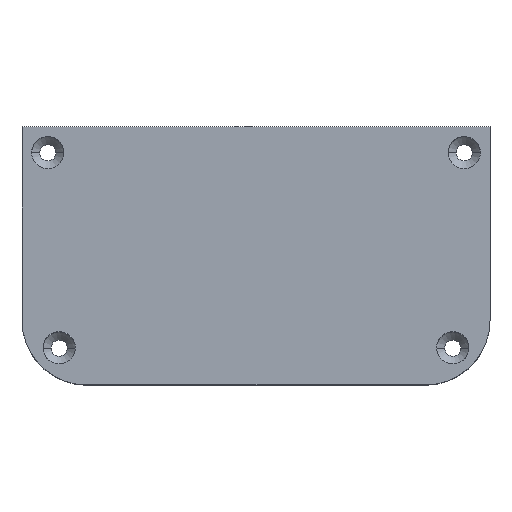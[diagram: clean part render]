
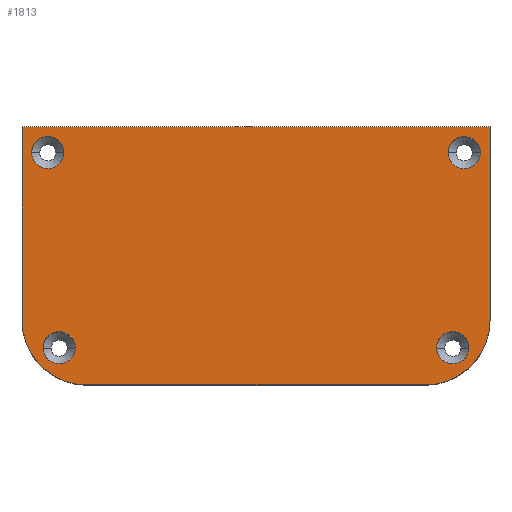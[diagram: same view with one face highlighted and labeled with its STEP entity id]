
A CAD part, top view. The second image highlights one B-rep face of the part: STEP entity #1813.
In plain terms, the highlighted planar face has unit normal (0, 0, 1).
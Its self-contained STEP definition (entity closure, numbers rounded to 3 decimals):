
#70 = AXIS2_PLACEMENT_3D ( 'NONE', #4704, #1588, #5219 ) ;
#185 = VERTEX_POINT ( 'NONE', #4785 ) ;
#251 = CARTESIAN_POINT ( 'NONE',  ( 72.5, -28., 81. ) ) ;
#254 = ORIENTED_EDGE ( 'NONE', *, *, #5186, .F. ) ;
#524 = CARTESIAN_POINT ( 'NONE',  ( 52.5, -28., 81. ) ) ;
#546 = CIRCLE ( 'NONE', #3194, 5. ) ;
#760 = EDGE_CURVE ( 'NONE', #1252, #7613, #6228, .T. ) ;
#775 = EDGE_CURVE ( 'NONE', #4922, #5586, #1099, .T. ) ;
#832 = ORIENTED_EDGE ( 'NONE', *, *, #7267, .T. ) ;
#876 = ORIENTED_EDGE ( 'NONE', *, *, #3221, .F. ) ;
#927 = DIRECTION ( 'NONE',  ( 0., 0., 1. ) ) ;
#941 = CARTESIAN_POINT ( 'NONE',  ( 60.985, -36.485, 81. ) ) ;
#945 = CIRCLE ( 'NONE', #6659, 5. ) ;
#972 = DIRECTION ( 'NONE',  ( -1., 0., 0. ) ) ;
#985 = DIRECTION ( 'NONE',  ( 1., 0., 0. ) ) ;
#988 = EDGE_LOOP ( 'NONE', ( #3336, #7727, #3946, #7697, #254, #3847 ) ) ;
#1027 = DIRECTION ( 'NONE',  ( 0., 0., -1. ) ) ;
#1034 = VECTOR ( 'NONE', #6088, 1000. ) ;
#1099 = CIRCLE ( 'NONE', #70, 5. ) ;
#1115 = VERTEX_POINT ( 'NONE', #6956 ) ;
#1124 = ORIENTED_EDGE ( 'NONE', *, *, #1891, .F. ) ;
#1227 = FACE_BOUND ( 'NONE', #6632, .T. ) ;
#1252 = VERTEX_POINT ( 'NONE', #2958 ) ;
#1350 = VERTEX_POINT ( 'NONE', #1730 ) ;
#1519 = ORIENTED_EDGE ( 'NONE', *, *, #7236, .T. ) ;
#1588 = DIRECTION ( 'NONE',  ( 0., 0., 1. ) ) ;
#1622 = CARTESIAN_POINT ( 'NONE',  ( 55.985, -36.485, 81. ) ) ;
#1658 = CARTESIAN_POINT ( 'NONE',  ( -60.985, -36.485, 81. ) ) ;
#1730 = CARTESIAN_POINT ( 'NONE',  ( -59.5, 24., 81. ) ) ;
#1813 = ADVANCED_FACE ( 'NONE', ( #3660, #3569, #1227, #2350, #5405 ), #4211, .T. ) ;
#1841 = ORIENTED_EDGE ( 'NONE', *, *, #6155, .F. ) ;
#1853 = DIRECTION ( 'NONE',  ( 0., 0., 1. ) ) ;
#1891 = EDGE_CURVE ( 'NONE', #2033, #185, #945, .T. ) ;
#1966 = CIRCLE ( 'NONE', #3497, 20. ) ;
#2004 = AXIS2_PLACEMENT_3D ( 'NONE', #4842, #5455, #7299 ) ;
#2033 = VERTEX_POINT ( 'NONE', #4060 ) ;
#2036 = VECTOR ( 'NONE', #3598, 1000. ) ;
#2038 = CIRCLE ( 'NONE', #6022, 5. ) ;
#2067 = EDGE_LOOP ( 'NONE', ( #832, #6560 ) ) ;
#2068 = CARTESIAN_POINT ( 'NONE',  ( -72.5, -28., 81. ) ) ;
#2105 = CARTESIAN_POINT ( 'NONE',  ( -65.985, -36.485, 81. ) ) ;
#2158 = LINE ( 'NONE', #6725, #1034 ) ;
#2172 = EDGE_CURVE ( 'NONE', #6726, #3408, #4916, .T. ) ;
#2350 = FACE_BOUND ( 'NONE', #5037, .T. ) ;
#2492 = DIRECTION ( 'NONE',  ( -1., 0., 0. ) ) ;
#2726 = CARTESIAN_POINT ( 'NONE',  ( -64.5, 24., 81. ) ) ;
#2803 = DIRECTION ( 'NONE',  ( 1., 0., 0. ) ) ;
#2830 = CARTESIAN_POINT ( 'NONE',  ( -72.5, 32., 81. ) ) ;
#2836 = DIRECTION ( 'NONE',  ( 0., 0., 1. ) ) ;
#2958 = CARTESIAN_POINT ( 'NONE',  ( -72.5, 32., 81. ) ) ;
#3017 = CARTESIAN_POINT ( 'NONE',  ( -69.5, 24., 81. ) ) ;
#3099 = AXIS2_PLACEMENT_3D ( 'NONE', #4629, #5257, #972 ) ;
#3192 = CIRCLE ( 'NONE', #7923, 20. ) ;
#3194 = AXIS2_PLACEMENT_3D ( 'NONE', #941, #4532, #7017 ) ;
#3221 = EDGE_CURVE ( 'NONE', #185, #2033, #4893, .T. ) ;
#3336 = ORIENTED_EDGE ( 'NONE', *, *, #3755, .T. ) ;
#3389 = ORIENTED_EDGE ( 'NONE', *, *, #775, .F. ) ;
#3408 = VERTEX_POINT ( 'NONE', #6877 ) ;
#3497 = AXIS2_PLACEMENT_3D ( 'NONE', #524, #1853, #4861 ) ;
#3569 = FACE_BOUND ( 'NONE', #3648, .T. ) ;
#3598 = DIRECTION ( 'NONE',  ( 0., -1., 0. ) ) ;
#3608 = AXIS2_PLACEMENT_3D ( 'NONE', #1658, #5820, #5258 ) ;
#3619 = VERTEX_POINT ( 'NONE', #5227 ) ;
#3648 = EDGE_LOOP ( 'NONE', ( #5417, #1519 ) ) ;
#3660 = FACE_BOUND ( 'NONE', #2067, .T. ) ;
#3694 = DIRECTION ( 'NONE',  ( 1., 0., 0. ) ) ;
#3746 = VECTOR ( 'NONE', #7140, 1000. ) ;
#3747 = CARTESIAN_POINT ( 'NONE',  ( 72.5, 32., 81. ) ) ;
#3755 = EDGE_CURVE ( 'NONE', #1252, #4788, #7368, .T. ) ;
#3847 = ORIENTED_EDGE ( 'NONE', *, *, #760, .F. ) ;
#3888 = EDGE_CURVE ( 'NONE', #1350, #6962, #4482, .T. ) ;
#3946 = ORIENTED_EDGE ( 'NONE', *, *, #5445, .T. ) ;
#4005 = CIRCLE ( 'NONE', #3099, 5. ) ;
#4033 = AXIS2_PLACEMENT_3D ( 'NONE', #6424, #927, #5135 ) ;
#4060 = CARTESIAN_POINT ( 'NONE',  ( 69.5, 24., 81. ) ) ;
#4185 = CARTESIAN_POINT ( 'NONE',  ( -72.5, 32., 81. ) ) ;
#4211 = PLANE ( 'NONE',  #2004 ) ;
#4265 = DIRECTION ( 'NONE',  ( 0., 0., 1. ) ) ;
#4482 = CIRCLE ( 'NONE', #7540, 5. ) ;
#4532 = DIRECTION ( 'NONE',  ( 0., 0., 1. ) ) ;
#4629 = CARTESIAN_POINT ( 'NONE',  ( -60.985, -36.485, 81. ) ) ;
#4704 = CARTESIAN_POINT ( 'NONE',  ( 60.985, -36.485, 81. ) ) ;
#4785 = CARTESIAN_POINT ( 'NONE',  ( 59.5, 24., 81. ) ) ;
#4788 = VERTEX_POINT ( 'NONE', #2068 ) ;
#4842 = CARTESIAN_POINT ( 'NONE',  ( -72.5, 32., 81. ) ) ;
#4861 = DIRECTION ( 'NONE',  ( 1., 0., 0. ) ) ;
#4871 = EDGE_CURVE ( 'NONE', #4788, #1115, #3192, .T. ) ;
#4893 = CIRCLE ( 'NONE', #4033, 5. ) ;
#4916 = CIRCLE ( 'NONE', #3608, 5. ) ;
#4922 = VERTEX_POINT ( 'NONE', #1622 ) ;
#4943 = CARTESIAN_POINT ( 'NONE',  ( -64.5, 24., 81. ) ) ;
#5037 = EDGE_LOOP ( 'NONE', ( #1124, #876 ) ) ;
#5135 = DIRECTION ( 'NONE',  ( 1., 0., 0. ) ) ;
#5186 = EDGE_CURVE ( 'NONE', #7613, #7159, #2158, .T. ) ;
#5202 = CARTESIAN_POINT ( 'NONE',  ( -52.5, -28., 81. ) ) ;
#5219 = DIRECTION ( 'NONE',  ( 1., 0., 0. ) ) ;
#5227 = CARTESIAN_POINT ( 'NONE',  ( 52.5, -48., 81. ) ) ;
#5239 = CARTESIAN_POINT ( 'NONE',  ( -79.122, -48., 81. ) ) ;
#5257 = DIRECTION ( 'NONE',  ( 0., 0., -1. ) ) ;
#5258 = DIRECTION ( 'NONE',  ( -1., 0., 0. ) ) ;
#5405 = FACE_OUTER_BOUND ( 'NONE', #988, .T. ) ;
#5417 = ORIENTED_EDGE ( 'NONE', *, *, #2172, .T. ) ;
#5445 = EDGE_CURVE ( 'NONE', #1115, #3619, #7398, .T. ) ;
#5455 = DIRECTION ( 'NONE',  ( 0., 0., 1. ) ) ;
#5573 = DIRECTION ( 'NONE',  ( 0., 0., -1. ) ) ;
#5586 = VERTEX_POINT ( 'NONE', #6687 ) ;
#5611 = EDGE_CURVE ( 'NONE', #3619, #7159, #1966, .T. ) ;
#5820 = DIRECTION ( 'NONE',  ( 0., 0., -1. ) ) ;
#5846 = DIRECTION ( 'NONE',  ( -1., 0., 0. ) ) ;
#6022 = AXIS2_PLACEMENT_3D ( 'NONE', #2726, #1027, #5846 ) ;
#6088 = DIRECTION ( 'NONE',  ( 0., -1., 0. ) ) ;
#6155 = EDGE_CURVE ( 'NONE', #5586, #4922, #546, .T. ) ;
#6228 = LINE ( 'NONE', #2830, #7374 ) ;
#6424 = CARTESIAN_POINT ( 'NONE',  ( 64.5, 24., 81. ) ) ;
#6560 = ORIENTED_EDGE ( 'NONE', *, *, #3888, .T. ) ;
#6632 = EDGE_LOOP ( 'NONE', ( #1841, #3389 ) ) ;
#6659 = AXIS2_PLACEMENT_3D ( 'NONE', #7347, #4265, #3694 ) ;
#6687 = CARTESIAN_POINT ( 'NONE',  ( 65.985, -36.485, 81. ) ) ;
#6725 = CARTESIAN_POINT ( 'NONE',  ( 72.5, 32., 81. ) ) ;
#6726 = VERTEX_POINT ( 'NONE', #2105 ) ;
#6877 = CARTESIAN_POINT ( 'NONE',  ( -55.985, -36.485, 81. ) ) ;
#6956 = CARTESIAN_POINT ( 'NONE',  ( -52.5, -48., 81. ) ) ;
#6962 = VERTEX_POINT ( 'NONE', #3017 ) ;
#7017 = DIRECTION ( 'NONE',  ( 1., 0., 0. ) ) ;
#7140 = DIRECTION ( 'NONE',  ( 1., 0., 0. ) ) ;
#7159 = VERTEX_POINT ( 'NONE', #251 ) ;
#7236 = EDGE_CURVE ( 'NONE', #3408, #6726, #4005, .T. ) ;
#7267 = EDGE_CURVE ( 'NONE', #6962, #1350, #2038, .T. ) ;
#7299 = DIRECTION ( 'NONE',  ( 1., 0., 0. ) ) ;
#7347 = CARTESIAN_POINT ( 'NONE',  ( 64.5, 24., 81. ) ) ;
#7368 = LINE ( 'NONE', #4185, #2036 ) ;
#7374 = VECTOR ( 'NONE', #2803, 1000. ) ;
#7398 = LINE ( 'NONE', #5239, #3746 ) ;
#7540 = AXIS2_PLACEMENT_3D ( 'NONE', #4943, #5573, #2492 ) ;
#7613 = VERTEX_POINT ( 'NONE', #3747 ) ;
#7697 = ORIENTED_EDGE ( 'NONE', *, *, #5611, .T. ) ;
#7727 = ORIENTED_EDGE ( 'NONE', *, *, #4871, .T. ) ;
#7923 = AXIS2_PLACEMENT_3D ( 'NONE', #5202, #2836, #985 ) ;
